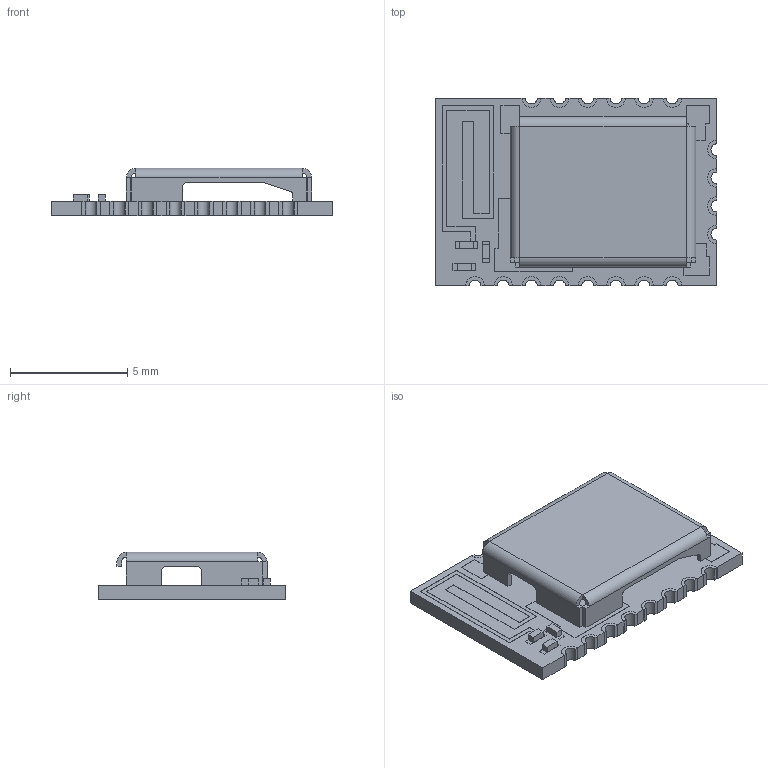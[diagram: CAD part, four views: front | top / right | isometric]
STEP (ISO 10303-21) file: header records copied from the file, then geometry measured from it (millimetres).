
FILE_DESCRIPTION(/* description */ ('Unknown'),/* implementation_level */ '2;1');
FILE_NAME(/* name */ '2611011024001',/* time_stamp */ '2020-05-25T13:35:21+02:00',/* author */ ('Unknown'),/* organization */ ('Unknown'),/* preprocessor_version */ 'ST-DEVELOPER v16.7',/* originating_system */ 'DEX',/* authorisation */ $);
FILE_SCHEMA (('AUTOMOTIVE_DESIGN {1 0 10303 214 3 1 1}'));
Length unit declared in the file: millimetre
Products named in the file (10): 2611011024001; Board; C13; 6098646400; Extruded_3; C12; L7; 6098646784; Extruded_5; cap
Assembly tree (10 placements, depth 4):
  2611011024001
    Board
    C13
      6098646400
        Extruded_3
    C12
      6098646400
        Extruded_3
    L7
      6098646784
        Extruded_5
    cap
Bounding box: 12 x 8 x 2.02 mm (x, y, z)
Volume: 70.7 mm3; surface area: 357.3 mm2
Topology: 5 solids, 5 shells, 380 faces, 1032 edges, 678 vertices
Faces by surface type: plane 328, cylinder 52
Entity records: 13970 total; most frequent: CARTESIAN_POINT 2075, ORIENTED_EDGE 2040, DIRECTION 1896, EDGE_CURVE 1020, LINE 914, VECTOR 914, VERTEX_POINT 670, AXIS2_PLACEMENT_3D 491
